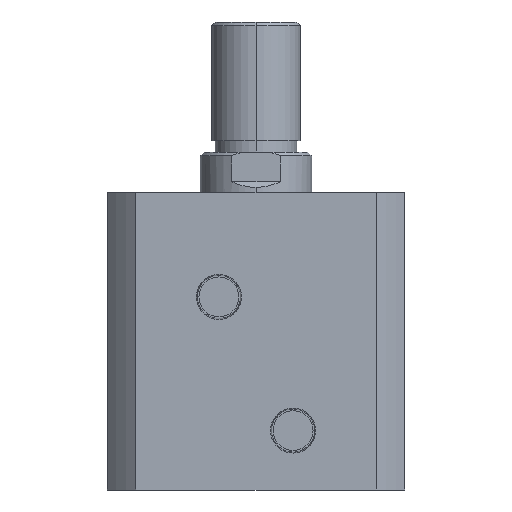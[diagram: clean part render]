
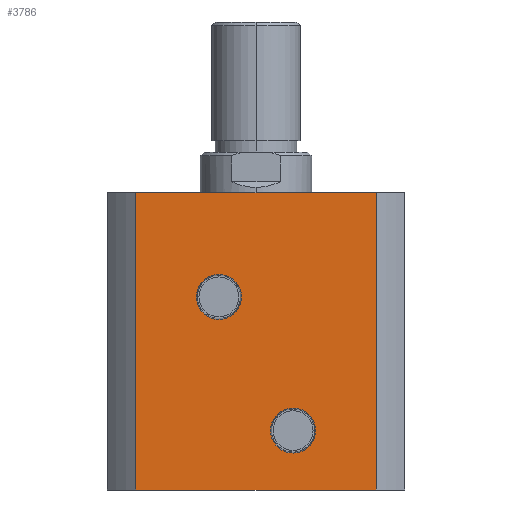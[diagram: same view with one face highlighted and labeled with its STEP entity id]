
A CAD part, left-side view. The second image highlights one B-rep face of the part: STEP entity #3786.
In plain terms, the highlighted planar face has unit normal (-1, 0, 0).
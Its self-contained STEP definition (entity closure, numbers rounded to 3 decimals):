
#34 = EDGE_LOOP ( 'NONE', ( #348, #349 ) ) ;
#126 = VERTEX_POINT ( 'NONE', #782 ) ;
#139 = VERTEX_POINT ( 'NONE', #735 ) ;
#144 = EDGE_LOOP ( 'NONE', ( #350, #351 ) ) ;
#183 = VERTEX_POINT ( 'NONE', #712 ) ;
#225 = VERTEX_POINT ( 'NONE', #800 ) ;
#249 = EDGE_LOOP ( 'NONE', ( #352, #353, #354, #355 ) ) ;
#292 = EDGE_CURVE ( 'NONE', #225, #183, #2844, .T. ) ;
#348 = ORIENTED_EDGE ( 'NONE', *, *, #2275, .F. ) ;
#349 = ORIENTED_EDGE ( 'NONE', *, *, #2171, .F. ) ;
#350 = ORIENTED_EDGE ( 'NONE', *, *, #2274, .F. ) ;
#351 = ORIENTED_EDGE ( 'NONE', *, *, #2163, .F. ) ;
#352 = ORIENTED_EDGE ( 'NONE', *, *, #2273, .T. ) ;
#353 = ORIENTED_EDGE ( 'NONE', *, *, #2272, .F. ) ;
#354 = ORIENTED_EDGE ( 'NONE', *, *, #2271, .F. ) ;
#355 = ORIENTED_EDGE ( 'NONE', *, *, #292, .T. ) ;
#412 = VERTEX_POINT ( 'NONE', #673 ) ;
#452 = VERTEX_POINT ( 'NONE', #825 ) ;
#541 = CARTESIAN_POINT ( 'NONE',  ( -40., 10., 58.06 ) ) ;
#673 = CARTESIAN_POINT ( 'NONE',  ( -40., -10., 9.94 ) ) ;
#712 = CARTESIAN_POINT ( 'NONE',  ( -40., 32.438, 0. ) ) ;
#735 = CARTESIAN_POINT ( 'NONE',  ( -40., -32.438, 0. ) ) ;
#760 = CARTESIAN_POINT ( 'NONE',  ( -40., 32.438, 80. ) ) ;
#763 = DIRECTION ( 'NONE',  ( 0., 0., -1. ) ) ;
#782 = CARTESIAN_POINT ( 'NONE',  ( -40., -32.438, 80. ) ) ;
#800 = CARTESIAN_POINT ( 'NONE',  ( -40., 32.438, 80. ) ) ;
#825 = CARTESIAN_POINT ( 'NONE',  ( -40., 10., 45.94 ) ) ;
#1043 = FACE_OUTER_BOUND ( 'NONE', #249, .T. ) ;
#1058 = FACE_BOUND ( 'NONE', #34, .T. ) ;
#1061 = FACE_BOUND ( 'NONE', #144, .T. ) ;
#1298 = DIRECTION ( 'NONE',  ( 0., -1., 0. ) ) ;
#1302 = CARTESIAN_POINT ( 'NONE',  ( -40., 0., 80. ) ) ;
#1306 = CARTESIAN_POINT ( 'NONE',  ( -40., -32.438, 80. ) ) ;
#1307 = DIRECTION ( 'NONE',  ( 0., 0., -1. ) ) ;
#1308 = CARTESIAN_POINT ( 'NONE',  ( -40., 0., 0. ) ) ;
#1309 = DIRECTION ( 'NONE',  ( 0., -1., 0. ) ) ;
#1310 = CARTESIAN_POINT ( 'NONE',  ( -40., 10., 52. ) ) ;
#1311 = DIRECTION ( 'NONE',  ( -1., 0., 0. ) ) ;
#1312 = DIRECTION ( 'NONE',  ( 0., 0., 1. ) ) ;
#1315 = CARTESIAN_POINT ( 'NONE',  ( -40., -10., 16. ) ) ;
#1316 = DIRECTION ( 'NONE',  ( -1., 0., 0. ) ) ;
#1317 = DIRECTION ( 'NONE',  ( 0., 0., 1. ) ) ;
#1446 = CARTESIAN_POINT ( 'NONE',  ( -40., -10., 22.06 ) ) ;
#1723 = DIRECTION ( 'NONE',  ( 1., 0., 0. ) ) ;
#1728 = CARTESIAN_POINT ( 'NONE',  ( -40., 0., 80. ) ) ;
#1730 = PLANE ( 'NONE',  #2509 ) ;
#1732 = DIRECTION ( 'NONE',  ( 0., 1., 0. ) ) ;
#2014 = VERTEX_POINT ( 'NONE', #541 ) ;
#2163 = EDGE_CURVE ( 'NONE', #452, #2014, #3042, .T. ) ;
#2171 = EDGE_CURVE ( 'NONE', #412, #3688, #3054, .T. ) ;
#2271 = EDGE_CURVE ( 'NONE', #225, #126, #3182, .T. ) ;
#2272 = EDGE_CURVE ( 'NONE', #126, #139, #3188, .T. ) ;
#2273 = EDGE_CURVE ( 'NONE', #183, #139, #3190, .T. ) ;
#2274 = EDGE_CURVE ( 'NONE', #2014, #452, #3192, .T. ) ;
#2275 = EDGE_CURVE ( 'NONE', #3688, #412, #3194, .T. ) ;
#2363 = AXIS2_PLACEMENT_3D ( 'NONE', #3366, #3367, #3368 ) ;
#2367 = AXIS2_PLACEMENT_3D ( 'NONE', #3386, #3387, #3388 ) ;
#2420 = AXIS2_PLACEMENT_3D ( 'NONE', #1310, #1311, #1312 ) ;
#2421 = AXIS2_PLACEMENT_3D ( 'NONE', #1315, #1316, #1317 ) ;
#2509 = AXIS2_PLACEMENT_3D ( 'NONE', #1728, #1723, #1732 ) ;
#2844 = LINE ( 'NONE', #760, #2846 ) ;
#2846 = VECTOR ( 'NONE', #763, 1000. ) ;
#3042 = CIRCLE ( 'NONE', #2363, 6.06 ) ;
#3054 = CIRCLE ( 'NONE', #2367, 6.06 ) ;
#3182 = LINE ( 'NONE', #1302, #3189 ) ;
#3188 = LINE ( 'NONE', #1306, #3191 ) ;
#3189 = VECTOR ( 'NONE', #1298, 1000. ) ;
#3190 = LINE ( 'NONE', #1308, #3193 ) ;
#3191 = VECTOR ( 'NONE', #1307, 1000. ) ;
#3192 = CIRCLE ( 'NONE', #2420, 6.06 ) ;
#3193 = VECTOR ( 'NONE', #1309, 1000. ) ;
#3194 = CIRCLE ( 'NONE', #2421, 6.06 ) ;
#3366 = CARTESIAN_POINT ( 'NONE',  ( -40., 10., 52. ) ) ;
#3367 = DIRECTION ( 'NONE',  ( -1., 0., 0. ) ) ;
#3368 = DIRECTION ( 'NONE',  ( 0., 0., 1. ) ) ;
#3386 = CARTESIAN_POINT ( 'NONE',  ( -40., -10., 16. ) ) ;
#3387 = DIRECTION ( 'NONE',  ( -1., 0., 0. ) ) ;
#3388 = DIRECTION ( 'NONE',  ( 0., 0., 1. ) ) ;
#3688 = VERTEX_POINT ( 'NONE', #1446 ) ;
#3786 = ADVANCED_FACE ( 'NONE', ( #1058, #1061, #1043 ), #1730, .F. ) ;
